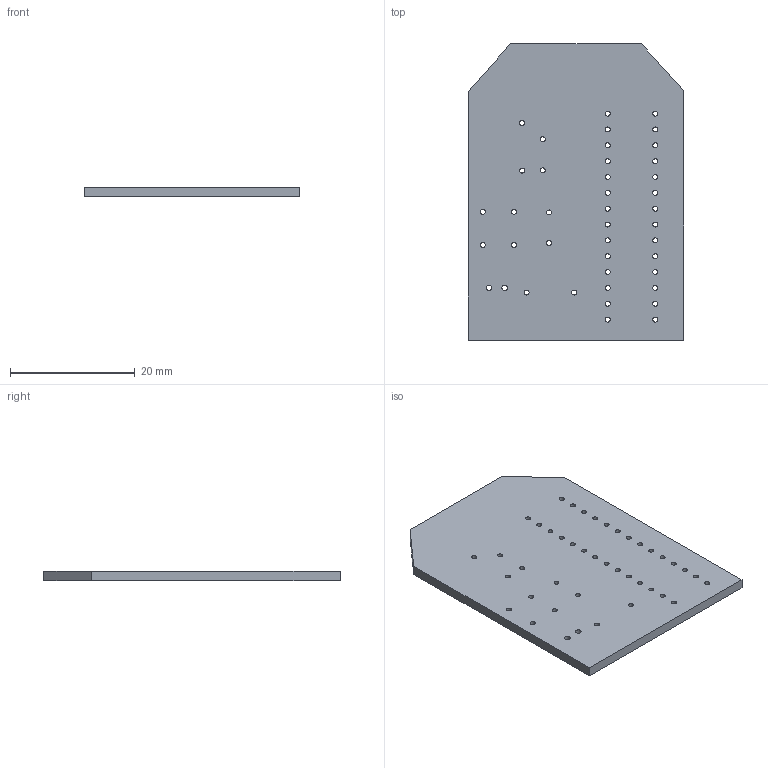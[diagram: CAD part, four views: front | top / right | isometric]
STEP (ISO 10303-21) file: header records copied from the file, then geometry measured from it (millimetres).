
FILE_DESCRIPTION(('KiCad electronic assembly'),'2;1');
FILE_NAME('microcontroller mount.STEP','2022-08-15T09:44:55',('Pcbnew'), ('Kicad'),'Open CASCADE STEP processor 7.6','KiCad to STEP converter', 'Unknown');
FILE_SCHEMA(('AUTOMOTIVE_DESIGN { 1 0 10303 214 1 1 1 1 }'));
Length unit declared in the file: millimetre
Products named in the file (2): microcontroller mount 1; microcontroller_th PCB
Assembly tree (1 placements, depth 2):
  microcontroller mount 1
    microcontroller_th PCB
Bounding box: 34.54 x 47.5 x 1.6 mm (x, y, z)
Volume: 2508.9 mm3; surface area: 3555.2 mm2
Topology: 1 solids, 1 shells, 50 faces, 144 edges, 96 vertices
Faces by surface type: cylinder 42, plane 8
Full cylindrical faces by diameter (mm): 0.8 x40, 0.9 x2
Entity records: 3779 total; most frequent: DIRECTION 620, CARTESIAN_POINT 580, ORIENTED_EDGE 288, PCURVE 288, DEFINITIONAL_REPRESENTATION 288, LINE 264, VECTOR 264, CIRCLE 168
